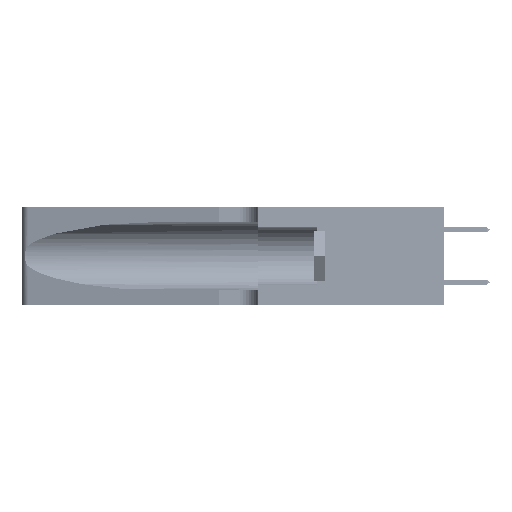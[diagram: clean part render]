
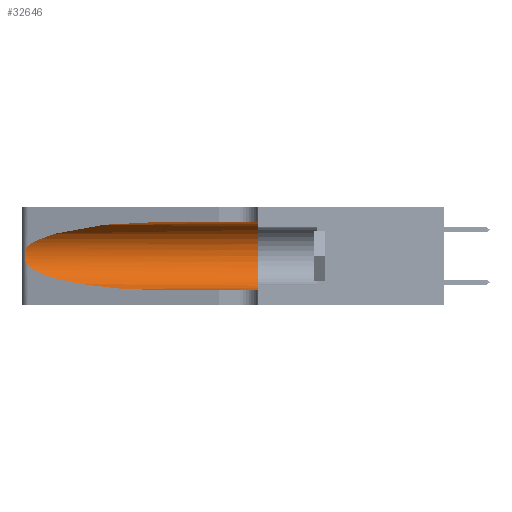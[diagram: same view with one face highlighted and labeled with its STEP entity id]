
A CAD part, left-side view. The second image highlights one B-rep face of the part: STEP entity #32646.
In plain terms, the highlighted cylindrical face has radius 3.308 mm (diameter 6.617 mm), a partial arc.
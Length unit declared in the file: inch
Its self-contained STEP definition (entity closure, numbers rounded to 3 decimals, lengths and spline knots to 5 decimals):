
#813 = ORIENTED_EDGE ( 'NONE', *, *, #28688, .T. ) ;
#2324 = CARTESIAN_POINT ( 'NONE',  ( 0.2373, 1.15595, 0.08982 ) ) ;
#2524 = CIRCLE ( 'NONE', #39624, 0.13025 ) ;
#2987 = CARTESIAN_POINT ( 'NONE',  ( 0.25639, 1.23184, 0.21858 ) ) ;
#3242 = ORIENTED_EDGE ( 'NONE', *, *, #30256, .F. ) ;
#4110 = VECTOR ( 'NONE', #34709, 39.37008 ) ;
#5399 = B_SPLINE_CURVE_WITH_KNOTS ( 'NONE', 3,
 ( #26918, #30844, #2987, #38527, #30153, #34435, #6890, #11094, #30679, #38356, #14989, #42214, #42389, #38021 ),
 .UNSPECIFIED., .F., .F.,
 ( 4, 2, 2, 2, 2, 2, 4 ),
 ( 0., 0.00027, 0.00053, 0.00107, 0.0016, 0.00187, 0.00214 ),
 .UNSPECIFIED. ) ;
#5828 = LINE ( 'NONE', #32038, #42911 ) ;
#6890 = CARTESIAN_POINT ( 'NONE',  ( 0.26075, 1.23896, 0.19203 ) ) ;
#7442 = EDGE_LOOP ( 'NONE', ( #19237, #28133, #22545, #813, #49372, #3242 ) ) ;
#7486 = CARTESIAN_POINT ( 'NONE',  ( 0.1305, 1.61858, 0.05475 ) ) ;
#10032 = CARTESIAN_POINT ( 'NONE',  ( 0.1305, 0.72297, 0.05475 ) ) ;
#11094 = CARTESIAN_POINT ( 'NONE',  ( 0.26075, 1.23896, 0.178 ) ) ;
#12393 = DIRECTION ( 'NONE',  ( 0., 1., 0. ) ) ;
#12580 = CARTESIAN_POINT ( 'NONE',  ( 0.25487, 1.22718, 0.22369 ) ) ;
#13323 = EDGE_CURVE ( 'NONE', #37323, #35942, #2524, .T. ) ;
#13815 = CARTESIAN_POINT ( 'NONE',  ( 0.18966, 0.96281, 0.05475 ) ) ;
#14989 = CARTESIAN_POINT ( 'NONE',  ( 0.25789, 1.23486, 0.15765 ) ) ;
#15608 = LINE ( 'NONE', #7486, #4110 ) ;
#19237 = ORIENTED_EDGE ( 'NONE', *, *, #26672, .T. ) ;
#19801 = CYLINDRICAL_SURFACE ( 'NONE', #32896, 0.13025 ) ;
#20346 = CARTESIAN_POINT ( 'NONE',  ( 0.1305, 1.61858, 0.185 ) ) ;
#20663 = CARTESIAN_POINT ( 'NONE',  ( 0.1305, 0.35, 0.05475 ) ) ;
#20674 = DIRECTION ( 'NONE',  ( 0., -1., 0. ) ) ;
#22545 = ORIENTED_EDGE ( 'NONE', *, *, #46808, .T. ) ;
#24273 = DIRECTION ( 'NONE',  ( 0., -1., 0. ) ) ;
#26672 = EDGE_CURVE ( 'NONE', #26812, #32568, #33152, .T. ) ;
#26812 = VERTEX_POINT ( 'NONE', #28897 ) ;
#26918 = CARTESIAN_POINT ( 'NONE',  ( 0.25487, 1.22718, 0.22369 ) ) ;
#27746 = CARTESIAN_POINT ( 'NONE',  ( 0.1305, 0.72297, 0.31525 ) ) ;
#27752 = CARTESIAN_POINT ( 'NONE',  ( 0.25487, 1.22718, 0.14631 ) ) ;
#28133 = ORIENTED_EDGE ( 'NONE', *, *, #39729, .T. ) ;
#28688 = EDGE_CURVE ( 'NONE', #40246, #35942, #15608, .T. ) ;
#28897 = CARTESIAN_POINT ( 'NONE',  ( 0.1305, 0.72297, 0.31525 ) ) ;
#30153 = CARTESIAN_POINT ( 'NONE',  ( 0.25854, 1.2359, 0.20912 ) ) ;
#30256 = EDGE_CURVE ( 'NONE', #26812, #37323, #5828, .T. ) ;
#30679 = CARTESIAN_POINT ( 'NONE',  ( 0.26017, 1.23833, 0.17102 ) ) ;
#30844 = CARTESIAN_POINT ( 'NONE',  ( 0.25555, 1.22994, 0.2215 ) ) ;
#31773 = DIRECTION ( 'NONE',  ( 0., 0., -1. ) ) ;
#32038 = CARTESIAN_POINT ( 'NONE',  ( 0.1305, 1.61858, 0.31525 ) ) ;
#32437 = CARTESIAN_POINT ( 'NONE',  ( 0.25487, 1.22718, 0.22369 ) ) ;
#32568 = VERTEX_POINT ( 'NONE', #32437 ) ;
#32646 = ADVANCED_FACE ( 'NONE', ( #38744 ), #19801, .F. ) ;
#32896 = AXIS2_PLACEMENT_3D ( 'NONE', #20346, #20674, #31773 ) ;
#33152 =( BOUNDED_CURVE ( )  B_SPLINE_CURVE ( 3, ( #27746, #47963, #47316, #12580 ),
 .UNSPECIFIED., .F., .F. ) 
 B_SPLINE_CURVE_WITH_KNOTS ( ( 4, 4 ),
 ( 1.5708, 2.84003 ),
 .UNSPECIFIED. ) 
 CURVE ( )  GEOMETRIC_REPRESENTATION_ITEM ( )  RATIONAL_B_SPLINE_CURVE ( ( 1., 0.87, 0.87, 1. ) ) 
 REPRESENTATION_ITEM ( '' )  );
#33767 = CARTESIAN_POINT ( 'NONE',  ( 0.1305, 0.72297, 0.05475 ) ) ;
#34435 = CARTESIAN_POINT ( 'NONE',  ( 0.26018, 1.23835, 0.19895 ) ) ;
#34709 = DIRECTION ( 'NONE',  ( 0., -1., 0. ) ) ;
#35556 = CARTESIAN_POINT ( 'NONE',  ( 0.1305, 0.35, 0.185 ) ) ;
#35942 = VERTEX_POINT ( 'NONE', #20663 ) ;
#37187 = CARTESIAN_POINT ( 'NONE',  ( 0.25487, 1.22718, 0.14631 ) ) ;
#37323 = VERTEX_POINT ( 'NONE', #44856 ) ;
#38021 = CARTESIAN_POINT ( 'NONE',  ( 0.25487, 1.22718, 0.14631 ) ) ;
#38356 = CARTESIAN_POINT ( 'NONE',  ( 0.25856, 1.23593, 0.16098 ) ) ;
#38527 = CARTESIAN_POINT ( 'NONE',  ( 0.25787, 1.23484, 0.2124 ) ) ;
#38744 = FACE_OUTER_BOUND ( 'NONE', #7442, .T. ) ;
#39624 = AXIS2_PLACEMENT_3D ( 'NONE', #35556, #12393, #39798 ) ;
#39729 = EDGE_CURVE ( 'NONE', #32568, #44747, #5399, .T. ) ;
#39798 = DIRECTION ( 'NONE',  ( 0., 0., 1. ) ) ;
#40246 = VERTEX_POINT ( 'NONE', #10032 ) ;
#42214 = CARTESIAN_POINT ( 'NONE',  ( 0.25639, 1.23186, 0.15144 ) ) ;
#42389 = CARTESIAN_POINT ( 'NONE',  ( 0.25555, 1.22993, 0.14849 ) ) ;
#42793 =( BOUNDED_CURVE ( )  B_SPLINE_CURVE ( 3, ( #37187, #2324, #13815, #33767 ),
 .UNSPECIFIED., .F., .F. ) 
 B_SPLINE_CURVE_WITH_KNOTS ( ( 4, 4 ),
 ( 3.44316, 4.71239 ),
 .UNSPECIFIED. ) 
 CURVE ( )  GEOMETRIC_REPRESENTATION_ITEM ( )  RATIONAL_B_SPLINE_CURVE ( ( 1., 0.87, 0.87, 1. ) ) 
 REPRESENTATION_ITEM ( '' )  );
#42911 = VECTOR ( 'NONE', #24273, 39.37008 ) ;
#44747 = VERTEX_POINT ( 'NONE', #27752 ) ;
#44856 = CARTESIAN_POINT ( 'NONE',  ( 0.1305, 0.35, 0.31525 ) ) ;
#46808 = EDGE_CURVE ( 'NONE', #44747, #40246, #42793, .T. ) ;
#47316 = CARTESIAN_POINT ( 'NONE',  ( 0.2373, 1.15595, 0.28018 ) ) ;
#47963 = CARTESIAN_POINT ( 'NONE',  ( 0.18966, 0.96281, 0.31525 ) ) ;
#49372 = ORIENTED_EDGE ( 'NONE', *, *, #13323, .F. ) ;
